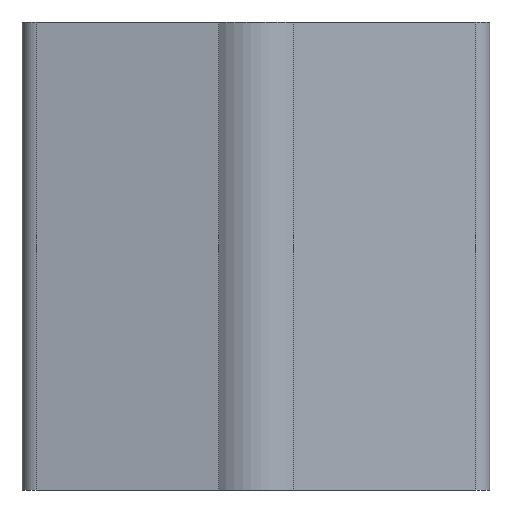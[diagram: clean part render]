
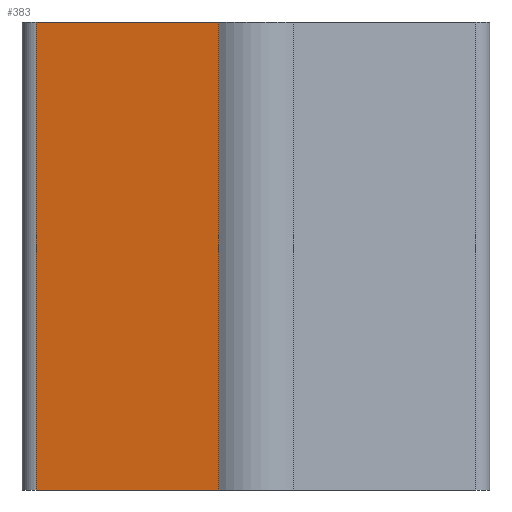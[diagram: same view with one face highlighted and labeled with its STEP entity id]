
A CAD part, left-side view. The second image highlights one B-rep face of the part: STEP entity #383.
In plain terms, the highlighted planar face has unit normal (-0.99, 0.139, 0).
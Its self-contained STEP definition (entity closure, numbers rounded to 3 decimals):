
#34=PLANE('',#438);
#51=FACE_OUTER_BOUND('',#70,.T.);
#70=EDGE_LOOP('',(#304,#305,#306,#307));
#109=LINE('',#641,#134);
#110=LINE('',#644,#135);
#111=LINE('',#646,#136);
#112=LINE('',#647,#137);
#134=VECTOR('',#533,10.);
#135=VECTOR('',#536,10.);
#136=VECTOR('',#537,10.);
#137=VECTOR('',#538,10.);
#195=VERTEX_POINT('',#637);
#196=VERTEX_POINT('',#639);
#197=VERTEX_POINT('',#643);
#198=VERTEX_POINT('',#645);
#241=EDGE_CURVE('',#195,#196,#109,.T.);
#242=EDGE_CURVE('',#197,#195,#110,.T.);
#243=EDGE_CURVE('',#198,#196,#111,.T.);
#244=EDGE_CURVE('',#197,#198,#112,.T.);
#304=ORIENTED_EDGE('',*,*,#242,.T.);
#305=ORIENTED_EDGE('',*,*,#241,.T.);
#306=ORIENTED_EDGE('',*,*,#243,.F.);
#307=ORIENTED_EDGE('',*,*,#244,.F.);
#383=ADVANCED_FACE('',(#51),#34,.T.);
#438=AXIS2_PLACEMENT_3D('',#642,#534,#535);
#533=DIRECTION('',(0.,0.,-1.));
#534=DIRECTION('center_axis',(-0.99,0.139,0.));
#535=DIRECTION('ref_axis',(0.139,0.99,0.));
#536=DIRECTION('',(0.139,0.99,0.));
#537=DIRECTION('',(0.139,0.99,0.));
#538=DIRECTION('',(0.,0.,-1.));
#637=CARTESIAN_POINT('',(-1.679,22.54,0.));
#639=CARTESIAN_POINT('',(-1.679,22.54,-48.));
#641=CARTESIAN_POINT('',(-1.679,22.54,0.));
#642=CARTESIAN_POINT('Origin',(-4.3,3.817,0.));
#643=CARTESIAN_POINT('',(-4.3,3.817,0.));
#644=CARTESIAN_POINT('',(-4.3,3.817,0.));
#645=CARTESIAN_POINT('',(-4.3,3.817,-48.));
#646=CARTESIAN_POINT('',(-4.3,3.817,-48.));
#647=CARTESIAN_POINT('',(-4.3,3.817,0.));
